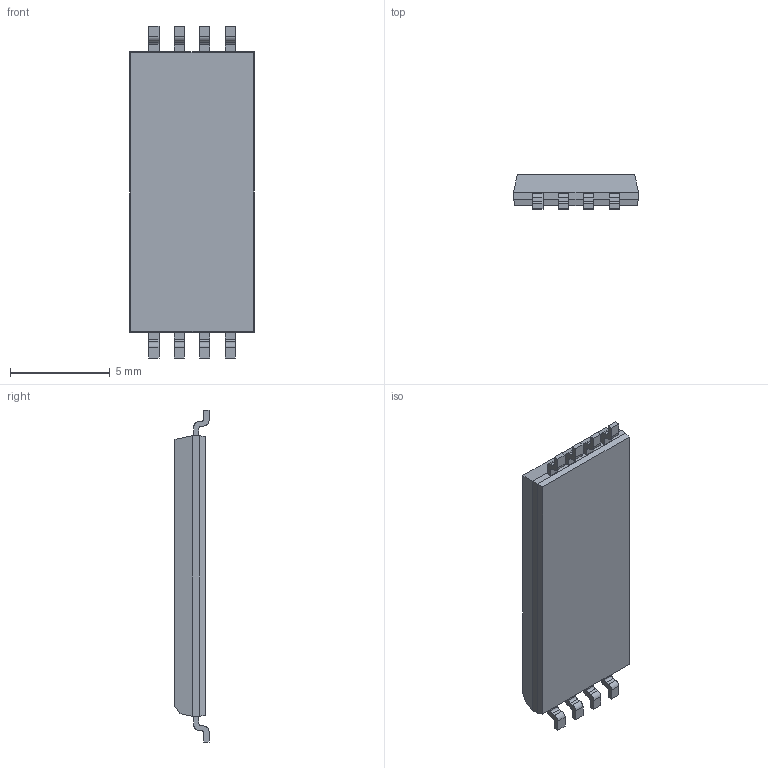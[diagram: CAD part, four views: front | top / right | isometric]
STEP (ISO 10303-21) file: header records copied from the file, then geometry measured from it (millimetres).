
FILE_DESCRIPTION (( 'STEP AP203' ), '1' );
FILE_NAME ('ACNT-H61L.STEP', '2015-07-29T13:59:19', ( 'admin' ), ( '' ), 'SwSTEP 2.0', 'SolidWorks 2015', '' );
FILE_SCHEMA (( 'CONFIG_CONTROL_DESIGN' ));
Length unit declared in the file: inch
Products named in the file (1): ACNT-H61L
Bounding box: 6.25 x 1.7 x 16.61 mm (x, y, z)
Volume: 131.5 mm3; surface area: 246.7 mm2
Topology: 1 solids, 1 shells, 122 faces, 325 edges, 214 vertices
Faces by surface type: plane 88, cylinder 34
Entity records: 3852 total; most frequent: CARTESIAN_POINT 662, ORIENTED_EDGE 650, DIRECTION 639, EDGE_CURVE 325, VECTOR 257, LINE 257, VERTEX_POINT 214, AXIS2_PLACEMENT_3D 191
